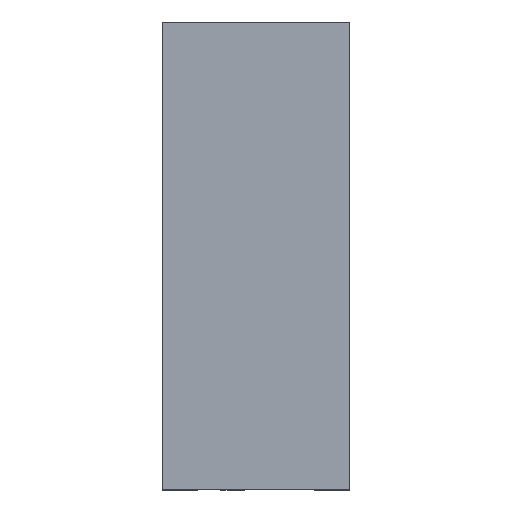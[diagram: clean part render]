
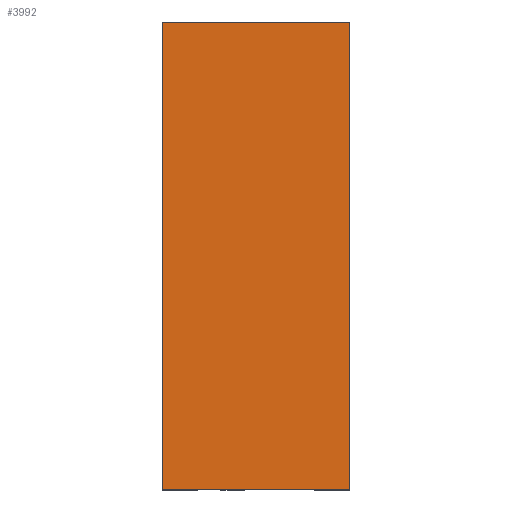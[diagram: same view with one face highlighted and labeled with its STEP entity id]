
A CAD part, top view. The second image highlights one B-rep face of the part: STEP entity #3992.
In plain terms, the highlighted planar face has unit normal (0, 0, 1).
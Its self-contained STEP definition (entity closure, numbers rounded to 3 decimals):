
#770=ORIENTED_EDGE('',*,*,#1646,.T.);
#771=ORIENTED_EDGE('',*,*,#1648,.T.);
#772=ORIENTED_EDGE('',*,*,#1649,.T.);
#773=ORIENTED_EDGE('',*,*,#1636,.T.);
#1636=EDGE_CURVE('',#2133,#2132,#2568,.T.);
#1646=EDGE_CURVE('',#2132,#2136,#2578,.T.);
#1648=EDGE_CURVE('',#2136,#2137,#2580,.T.);
#1649=EDGE_CURVE('',#2137,#2133,#2581,.T.);
#2132=VERTEX_POINT('',#6847);
#2133=VERTEX_POINT('',#6849);
#2136=VERTEX_POINT('',#6863);
#2137=VERTEX_POINT('',#6867);
#2568=LINE('',#6848,#3060);
#2578=LINE('',#6864,#3070);
#2580=LINE('',#6868,#3072);
#2581=LINE('',#6870,#3073);
#3060=VECTOR('',#5697,1000.);
#3070=VECTOR('',#5711,1000.);
#3072=VECTOR('',#5715,1000.);
#3073=VECTOR('',#5718,1000.);
#3419=EDGE_LOOP('',(#770,#771,#772,#773));
#3633=FACE_BOUND('',#3419,.T.);
#3813=PLANE('',#5021);
#3992=ADVANCED_FACE('',(#3633),#3813,.T.);
#5021=AXIS2_PLACEMENT_3D('',#6871,#5719,#5720);
#5697=DIRECTION('',(0.,1.,0.));
#5711=DIRECTION('',(-1.,0.,0.));
#5715=DIRECTION('',(0.,-1.,0.));
#5718=DIRECTION('',(1.,0.,0.));
#5719=DIRECTION('',(0.,0.,1.));
#5720=DIRECTION('',(1.,0.,0.));
#6847=CARTESIAN_POINT('',(1.,2.5,0.8));
#6848=CARTESIAN_POINT('',(1.,-2.5,0.8));
#6849=CARTESIAN_POINT('',(1.,-2.5,0.8));
#6863=CARTESIAN_POINT('',(-1.,2.5,0.8));
#6864=CARTESIAN_POINT('',(1.,2.5,0.8));
#6867=CARTESIAN_POINT('',(-1.,-2.5,0.8));
#6868=CARTESIAN_POINT('',(-1.,2.5,0.8));
#6870=CARTESIAN_POINT('',(-1.,-2.5,0.8));
#6871=CARTESIAN_POINT('',(0.,0.,0.8));
